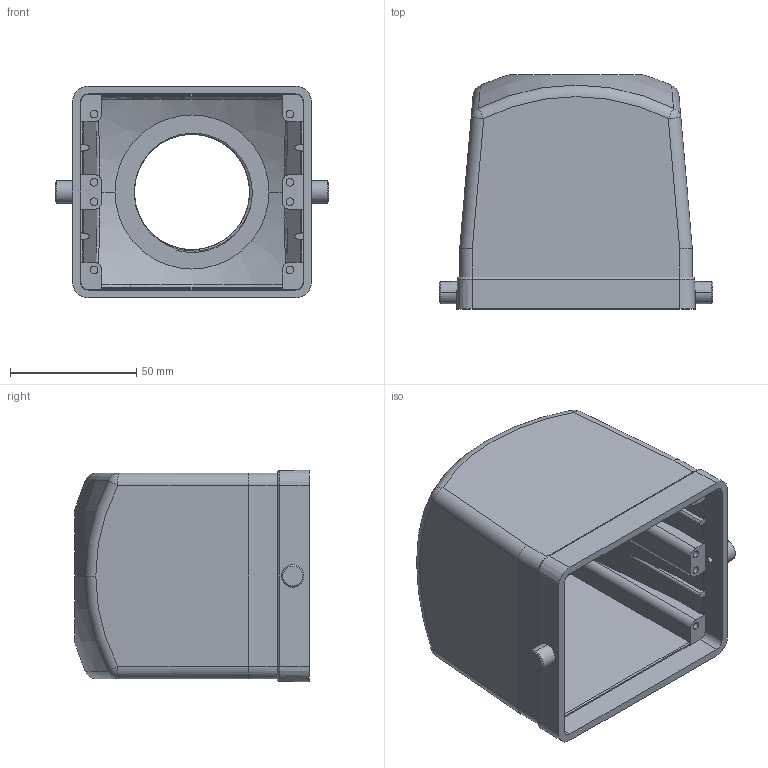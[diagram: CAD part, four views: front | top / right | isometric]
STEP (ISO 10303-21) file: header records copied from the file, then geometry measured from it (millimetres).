
FILE_DESCRIPTION (( 'STEP AP214' ), '1' );
FILE_NAME ('ZP-MC32B-2-STE36M.step', '2015-08-12T18:07:05', ( '' ), ( '' ), 'SwSTEP 2.0', 'SolidWorks 2014', '' );
FILE_SCHEMA (( 'AUTOMOTIVE_DESIGN' ));
Length unit declared in the file: millimetre
Products named in the file (1): ZP-MC32B-2-STE36M
Bounding box: 108.45 x 92.75 x 83.9 mm (x, y, z)
Volume: 126802.2 mm3; surface area: 69982.4 mm2
Topology: 1 solids, 1 shells, 194 faces, 496 edges, 317 vertices
Faces by surface type: plane 85, cylinder 72, torus 15, cone 12, sphere 8, bspline 2
Entity records: 7025 total; most frequent: CARTESIAN_POINT 2250, ORIENTED_EDGE 992, DIRECTION 961, EDGE_CURVE 496, AXIS2_PLACEMENT_3D 348, VERTEX_POINT 317, VECTOR 265, LINE 265
